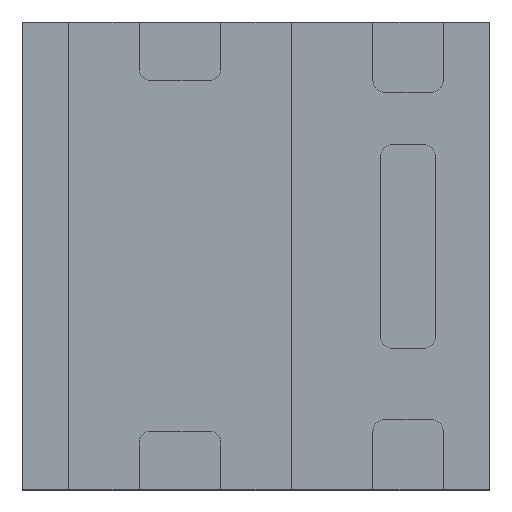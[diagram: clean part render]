
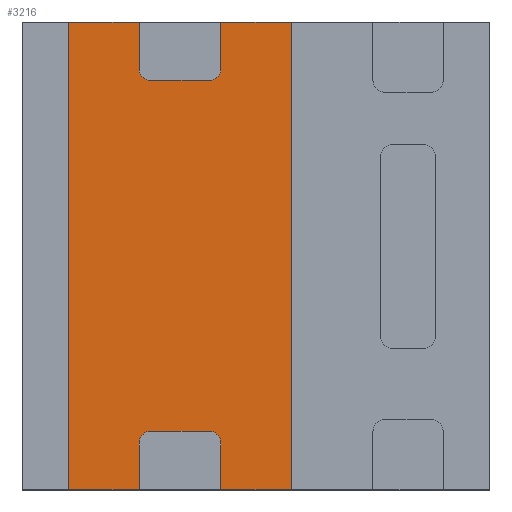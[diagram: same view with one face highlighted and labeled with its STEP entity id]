
A CAD part, top view. The second image highlights one B-rep face of the part: STEP entity #3216.
In plain terms, the highlighted face is planar.
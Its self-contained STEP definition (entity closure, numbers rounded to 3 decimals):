
#118=CIRCLE('',#4029,0.05);
#119=CIRCLE('',#4032,0.05);
#120=CIRCLE('',#4034,0.05);
#121=CIRCLE('',#4037,0.05);
#818=ORIENTED_EDGE('',*,*,#1416,.F.);
#819=ORIENTED_EDGE('',*,*,#1371,.F.);
#820=ORIENTED_EDGE('',*,*,#1377,.F.);
#821=ORIENTED_EDGE('',*,*,#1381,.F.);
#822=ORIENTED_EDGE('',*,*,#1427,.F.);
#823=ORIENTED_EDGE('',*,*,#1425,.F.);
#824=ORIENTED_EDGE('',*,*,#1423,.F.);
#825=ORIENTED_EDGE('',*,*,#1386,.F.);
#826=ORIENTED_EDGE('',*,*,#1390,.F.);
#827=ORIENTED_EDGE('',*,*,#1400,.F.);
#828=ORIENTED_EDGE('',*,*,#1404,.F.);
#829=ORIENTED_EDGE('',*,*,#1408,.F.);
#830=ORIENTED_EDGE('',*,*,#1422,.F.);
#831=ORIENTED_EDGE('',*,*,#1420,.F.);
#832=ORIENTED_EDGE('',*,*,#1418,.F.);
#833=ORIENTED_EDGE('',*,*,#1413,.F.);
#1371=EDGE_CURVE('',#1751,#1752,#2103,.T.);
#1377=EDGE_CURVE('',#1755,#1751,#2109,.T.);
#1381=EDGE_CURVE('',#1757,#1755,#2113,.T.);
#1386=EDGE_CURVE('',#1760,#1761,#2118,.T.);
#1390=EDGE_CURVE('',#1763,#1760,#2122,.T.);
#1400=EDGE_CURVE('',#1769,#1763,#2132,.T.);
#1404=EDGE_CURVE('',#1771,#1769,#2136,.T.);
#1408=EDGE_CURVE('',#1773,#1771,#2140,.T.);
#1413=EDGE_CURVE('',#1776,#1777,#2145,.T.);
#1416=EDGE_CURVE('',#1752,#1776,#2148,.T.);
#1418=EDGE_CURVE('',#1777,#1778,#118,.T.);
#1420=EDGE_CURVE('',#1778,#1779,#2151,.T.);
#1422=EDGE_CURVE('',#1779,#1773,#119,.T.);
#1423=EDGE_CURVE('',#1761,#1780,#120,.T.);
#1425=EDGE_CURVE('',#1780,#1781,#2154,.T.);
#1427=EDGE_CURVE('',#1781,#1757,#121,.T.);
#1751=VERTEX_POINT('',#5572);
#1752=VERTEX_POINT('',#5574);
#1755=VERTEX_POINT('',#5583);
#1757=VERTEX_POINT('',#5590);
#1760=VERTEX_POINT('',#5600);
#1761=VERTEX_POINT('',#5602);
#1763=VERTEX_POINT('',#5608);
#1769=VERTEX_POINT('',#5628);
#1771=VERTEX_POINT('',#5635);
#1773=VERTEX_POINT('',#5642);
#1776=VERTEX_POINT('',#5652);
#1777=VERTEX_POINT('',#5654);
#1778=VERTEX_POINT('',#5664);
#1779=VERTEX_POINT('',#5668);
#1780=VERTEX_POINT('',#5674);
#1781=VERTEX_POINT('',#5678);
#2103=LINE('',#5573,#2491);
#2109=LINE('',#5584,#2497);
#2113=LINE('',#5591,#2501);
#2118=LINE('',#5601,#2506);
#2122=LINE('',#5609,#2510);
#2132=LINE('',#5629,#2520);
#2136=LINE('',#5636,#2524);
#2140=LINE('',#5643,#2528);
#2145=LINE('',#5653,#2533);
#2148=LINE('',#5658,#2536);
#2151=LINE('',#5667,#2539);
#2154=LINE('',#5677,#2542);
#2491=VECTOR('',#4638,1000.);
#2497=VECTOR('',#4646,1000.);
#2501=VECTOR('',#4652,1000.);
#2506=VECTOR('',#4661,1000.);
#2510=VECTOR('',#4667,1000.);
#2520=VECTOR('',#4685,1000.);
#2524=VECTOR('',#4691,1000.);
#2528=VECTOR('',#4697,1000.);
#2533=VECTOR('',#4706,1000.);
#2536=VECTOR('',#4711,1000.);
#2539=VECTOR('',#4724,1000.);
#2542=VECTOR('',#4737,1000.);
#2761=EDGE_LOOP('',(#818,#819,#820,#821,#822,#823,#824,#825,#826,#827,#828,
#829,#830,#831,#832,#833));
#2929=FACE_BOUND('',#2761,.T.);
#3067=PLANE('',#4038);
#3216=ADVANCED_FACE('',(#2929),#3067,.T.);
#4029=AXIS2_PLACEMENT_3D('',#5663,#4719,#4720);
#4032=AXIS2_PLACEMENT_3D('',#5671,#4728,#4729);
#4034=AXIS2_PLACEMENT_3D('',#5673,#4732,#4733);
#4037=AXIS2_PLACEMENT_3D('',#5681,#4741,#4742);
#4038=AXIS2_PLACEMENT_3D('',#5682,#4743,#4744);
#4638=DIRECTION('',(0.,0.,1.));
#4646=DIRECTION('',(-1.,0.,0.));
#4652=DIRECTION('',(0.,0.,-1.));
#4661=DIRECTION('',(0.,0.,1.));
#4667=DIRECTION('',(-1.,0.,0.));
#4685=DIRECTION('',(0.,0.,-1.));
#4691=DIRECTION('',(1.,0.,0.));
#4697=DIRECTION('',(0.,0.,1.));
#4706=DIRECTION('',(0.,0.,-1.));
#4711=DIRECTION('',(1.,0.,0.));
#4719=DIRECTION('',(0.,-1.,0.));
#4720=DIRECTION('',(1.,0.,0.));
#4724=DIRECTION('',(1.,0.,0.));
#4728=DIRECTION('',(0.,-1.,0.));
#4729=DIRECTION('',(-1.,0.,0.));
#4732=DIRECTION('',(0.,-1.,0.));
#4733=DIRECTION('',(1.,0.,0.));
#4737=DIRECTION('',(-1.,0.,0.));
#4741=DIRECTION('',(0.,-1.,0.));
#4742=DIRECTION('',(1.,0.,0.));
#4743=DIRECTION('',(0.,-1.,0.));
#4744=DIRECTION('',(0.,0.,-1.));
#5572=CARTESIAN_POINT('',(-0.8,-0.084,-1.));
#5573=CARTESIAN_POINT('',(-0.8,-0.084,-0.885));
#5574=CARTESIAN_POINT('',(-0.8,-0.084,1.));
#5583=CARTESIAN_POINT('',(-0.5,-0.084,-1.));
#5584=CARTESIAN_POINT('',(-0.5,-0.084,-1.));
#5590=CARTESIAN_POINT('',(-0.5,-0.084,-0.8));
#5591=CARTESIAN_POINT('',(-0.5,-0.084,-0.8));
#5600=CARTESIAN_POINT('',(-0.15,-0.084,-1.));
#5601=CARTESIAN_POINT('',(-0.15,-0.084,-0.885));
#5602=CARTESIAN_POINT('',(-0.15,-0.084,-0.8));
#5608=CARTESIAN_POINT('',(0.15,-0.084,-1.));
#5609=CARTESIAN_POINT('',(0.15,-0.084,-1.));
#5628=CARTESIAN_POINT('',(0.15,-0.084,1.));
#5629=CARTESIAN_POINT('',(0.15,-0.084,0.885));
#5635=CARTESIAN_POINT('',(-0.15,-0.084,1.));
#5636=CARTESIAN_POINT('',(-0.15,-0.084,1.));
#5642=CARTESIAN_POINT('',(-0.15,-0.084,0.8));
#5643=CARTESIAN_POINT('',(-0.15,-0.084,0.885));
#5652=CARTESIAN_POINT('',(-0.5,-0.084,1.));
#5653=CARTESIAN_POINT('',(-0.5,-0.084,0.885));
#5654=CARTESIAN_POINT('',(-0.5,-0.084,0.8));
#5658=CARTESIAN_POINT('',(-0.8,-0.084,1.));
#5663=CARTESIAN_POINT('',(-0.45,-0.084,0.8));
#5664=CARTESIAN_POINT('',(-0.45,-0.084,0.75));
#5667=CARTESIAN_POINT('',(-0.45,-0.084,0.75));
#5668=CARTESIAN_POINT('',(-0.2,-0.084,0.75));
#5671=CARTESIAN_POINT('',(-0.2,-0.084,0.8));
#5673=CARTESIAN_POINT('',(-0.2,-0.084,-0.8));
#5674=CARTESIAN_POINT('',(-0.2,-0.084,-0.75));
#5677=CARTESIAN_POINT('',(-0.45,-0.084,-0.75));
#5678=CARTESIAN_POINT('',(-0.45,-0.084,-0.75));
#5681=CARTESIAN_POINT('',(-0.45,-0.084,-0.8));
#5682=CARTESIAN_POINT('',(-0.45,-0.084,0.8));
